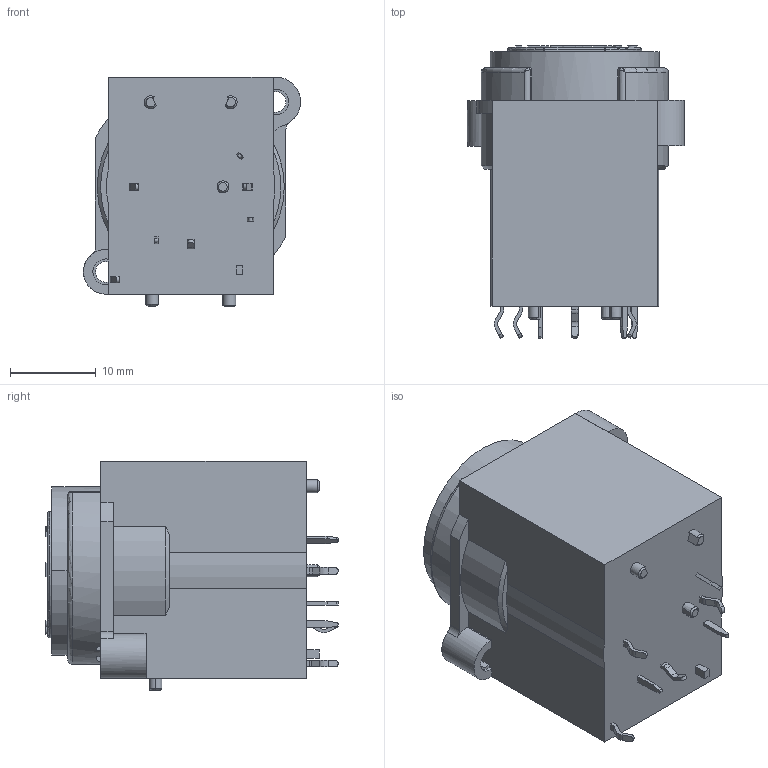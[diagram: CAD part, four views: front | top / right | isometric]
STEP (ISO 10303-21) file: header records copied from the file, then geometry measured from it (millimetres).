
FILE_DESCRIPTION((''),'2;1');
FILE_NAME('NCJ6FE-V-0_SW0001','2024-08-05T11:20:59',('jun.zhang'),(''),'CREO PARAMETRIC BY PTC INC, 2023424','CREO PARAMETRIC BY PTC INC, 2023424','');
FILE_SCHEMA(('AUTOMOTIVE_DESIGN { 1 0 10303 214 1 1 1 1 }'));
Length unit declared in the file: millimetre
Products named in the file (1): NCJ6FE-V-0_SW0001
Bounding box: 25.3 x 34.07 x 26.8 mm (x, y, z)
Volume: 13953.3 mm3; surface area: 3889 mm2
Topology: 1 solids, 1 shells, 374 faces, 1093 edges, 742 vertices
Faces by surface type: plane 197, cylinder 100, extrusion 37, cone 17, sphere 10, torus 9, bspline 4
Entity records: 16080 total; most frequent: CARTESIAN_POINT 3151, ORIENTED_EDGE 2166, DIRECTION 1993, EDGE_CURVE 1083, VERTEX_POINT 742, AXIS2_PLACEMENT_3D 670, VECTOR 653, LINE 616
